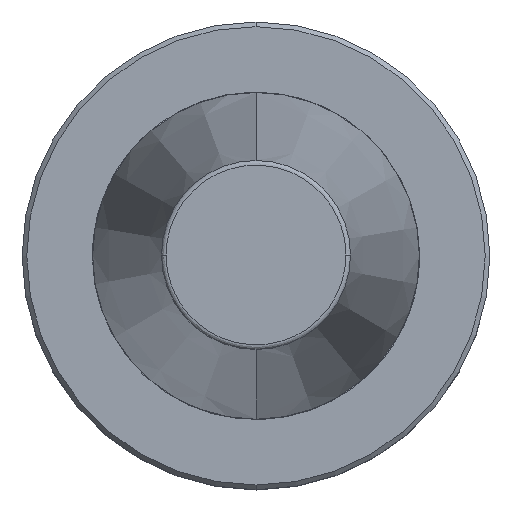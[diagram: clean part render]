
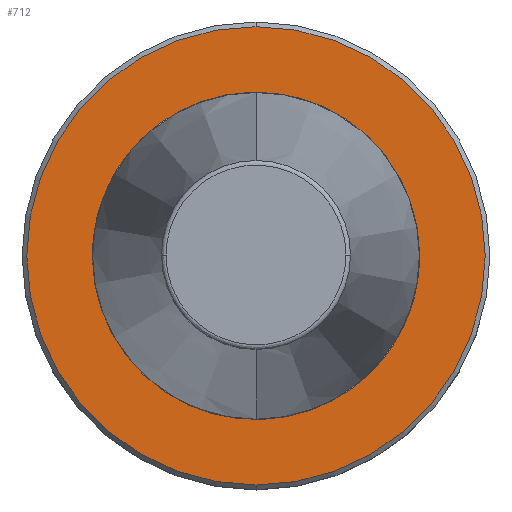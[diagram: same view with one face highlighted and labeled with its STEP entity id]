
A CAD part, top view. The second image highlights one B-rep face of the part: STEP entity #712.
In plain terms, the highlighted planar face has unit normal (0, 0, 1).
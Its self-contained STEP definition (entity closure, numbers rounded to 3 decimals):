
#40 = CARTESIAN_POINT ( 'NONE',  ( 35., 0., -3. ) ) ;
#43 = VERTEX_POINT ( 'NONE', #424 ) ;
#53 = PLANE ( 'NONE',  #1064 ) ;
#88 = CARTESIAN_POINT ( 'NONE',  ( 0., 49., -3. ) ) ;
#165 = DIRECTION ( 'NONE',  ( -1., 0., 0. ) ) ;
#189 = AXIS2_PLACEMENT_3D ( 'NONE', #484, #1223, #580 ) ;
#200 = VERTEX_POINT ( 'NONE', #1313 ) ;
#202 = EDGE_CURVE ( 'NONE', #934, #305, #491, .T. ) ;
#266 = CARTESIAN_POINT ( 'NONE',  ( -35., 0., -3. ) ) ;
#279 = CARTESIAN_POINT ( 'NONE',  ( 0., 0., -3. ) ) ;
#305 = VERTEX_POINT ( 'NONE', #88 ) ;
#359 = CIRCLE ( 'NONE', #189, 49. ) ;
#363 = CARTESIAN_POINT ( 'NONE',  ( -35., -70., -3. ) ) ;
#386 = DIRECTION ( 'NONE',  ( 0., 1., 0. ) ) ;
#424 = CARTESIAN_POINT ( 'NONE',  ( -35., 0., -3. ) ) ;
#484 = CARTESIAN_POINT ( 'NONE',  ( 0., 0., -3. ) ) ;
#491 = CIRCLE ( 'NONE', #530, 49. ) ;
#513 = CARTESIAN_POINT ( 'NONE',  ( 0., -49., -3. ) ) ;
#530 = AXIS2_PLACEMENT_3D ( 'NONE', #279, #1010, #386 ) ;
#580 = DIRECTION ( 'NONE',  ( 0., 1., 0. ) ) ;
#606 = CARTESIAN_POINT ( 'NONE',  ( 35., 70., -3. ) ) ;
#631 = FACE_OUTER_BOUND ( 'NONE', #936, .T. ) ;
#674 = CARTESIAN_POINT ( 'NONE',  ( 35., 0., -3. ) ) ;
#683 = EDGE_CURVE ( 'NONE', #200, #43, #875, .T. ) ;
#712 = ADVANCED_FACE ( 'NONE', ( #1167, #631 ), #53, .F. ) ;
#725 = ORIENTED_EDGE ( 'NONE', *, *, #1028, .F. ) ;
#789 = ORIENTED_EDGE ( 'NONE', *, *, #683, .F. ) ;
#791 = DIRECTION ( 'NONE',  ( 0., 0., -1. ) ) ;
#851 = EDGE_LOOP ( 'NONE', ( #725, #789 ) ) ;
#875 =( BOUNDED_CURVE ( )  B_SPLINE_CURVE ( 3, ( #40, #606, #888, #266 ),
 .UNSPECIFIED., .F., .F. ) 
 B_SPLINE_CURVE_WITH_KNOTS ( ( 4, 4 ),
 ( 0., 1. ),
 .UNSPECIFIED. ) 
 CURVE ( )  GEOMETRIC_REPRESENTATION_ITEM ( )  RATIONAL_B_SPLINE_CURVE ( ( 1., 0.333, 0.333, 1. ) ) 
 REPRESENTATION_ITEM ( '' )  );
#888 = CARTESIAN_POINT ( 'NONE',  ( -35., 70., -3. ) ) ;
#904 =( BOUNDED_CURVE ( )  B_SPLINE_CURVE ( 3, ( #1097, #363, #1319, #674 ),
 .UNSPECIFIED., .F., .F. ) 
 B_SPLINE_CURVE_WITH_KNOTS ( ( 4, 4 ),
 ( 0., 1. ),
 .UNSPECIFIED. ) 
 CURVE ( )  GEOMETRIC_REPRESENTATION_ITEM ( )  RATIONAL_B_SPLINE_CURVE ( ( 1., 0.333, 0.333, 1. ) ) 
 REPRESENTATION_ITEM ( '' )  );
#934 = VERTEX_POINT ( 'NONE', #513 ) ;
#936 = EDGE_LOOP ( 'NONE', ( #1165, #1331 ) ) ;
#999 = CARTESIAN_POINT ( 'NONE',  ( 0., 35., -3. ) ) ;
#1010 = DIRECTION ( 'NONE',  ( 0., 0., -1. ) ) ;
#1028 = EDGE_CURVE ( 'NONE', #43, #200, #904, .T. ) ;
#1044 = EDGE_CURVE ( 'NONE', #305, #934, #359, .T. ) ;
#1064 = AXIS2_PLACEMENT_3D ( 'NONE', #999, #791, #165 ) ;
#1097 = CARTESIAN_POINT ( 'NONE',  ( -35., 0., -3. ) ) ;
#1165 = ORIENTED_EDGE ( 'NONE', *, *, #1044, .F. ) ;
#1167 = FACE_BOUND ( 'NONE', #851, .T. ) ;
#1223 = DIRECTION ( 'NONE',  ( 0., 0., -1. ) ) ;
#1313 = CARTESIAN_POINT ( 'NONE',  ( 35., 0., -3. ) ) ;
#1319 = CARTESIAN_POINT ( 'NONE',  ( 35., -70., -3. ) ) ;
#1331 = ORIENTED_EDGE ( 'NONE', *, *, #202, .F. ) ;
